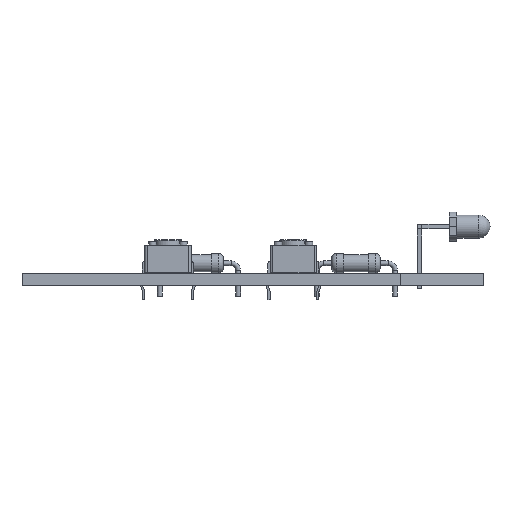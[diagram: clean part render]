
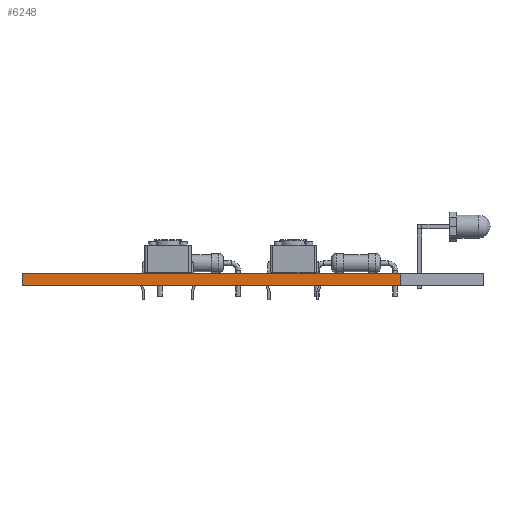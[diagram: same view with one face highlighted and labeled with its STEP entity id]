
A CAD part, left-side view. The second image highlights one B-rep face of the part: STEP entity #6248.
In plain terms, the highlighted planar face has unit normal (-1, 0, 0).
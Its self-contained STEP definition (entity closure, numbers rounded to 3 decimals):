
#4879 = VERTEX_POINT('',#4880);
#4880 = CARTESIAN_POINT('',(132.75,-102.25,0.));
#4886 = EDGE_CURVE('',#4879,#4887,#4889,.T.);
#4887 = VERTEX_POINT('',#4888);
#4888 = CARTESIAN_POINT('',(132.75,-53.25,0.));
#4889 = LINE('',#4890,#4891);
#4890 = CARTESIAN_POINT('',(132.75,-102.25,0.));
#4891 = VECTOR('',#4892,1.);
#4892 = DIRECTION('',(0.,1.,0.));
#5550 = VERTEX_POINT('',#5551);
#5551 = CARTESIAN_POINT('',(132.75,-102.25,1.6));
#5557 = EDGE_CURVE('',#5550,#5558,#5560,.T.);
#5558 = VERTEX_POINT('',#5559);
#5559 = CARTESIAN_POINT('',(132.75,-53.25,1.6));
#5560 = LINE('',#5561,#5562);
#5561 = CARTESIAN_POINT('',(132.75,-102.25,1.6));
#5562 = VECTOR('',#5563,1.);
#5563 = DIRECTION('',(0.,1.,0.));
#6218 = EDGE_CURVE('',#4887,#5558,#6219,.T.);
#6219 = LINE('',#6220,#6221);
#6220 = CARTESIAN_POINT('',(132.75,-53.25,0.));
#6221 = VECTOR('',#6222,1.);
#6222 = DIRECTION('',(0.,0.,1.));
#6237 = EDGE_CURVE('',#4879,#5550,#6238,.T.);
#6238 = LINE('',#6239,#6240);
#6239 = CARTESIAN_POINT('',(132.75,-102.25,0.));
#6240 = VECTOR('',#6241,1.);
#6241 = DIRECTION('',(0.,0.,1.));
#6248 = ADVANCED_FACE('',(#6249),#6255,.T.);
#6249 = FACE_BOUND('',#6250,.T.);
#6250 = EDGE_LOOP('',(#6251,#6252,#6253,#6254));
#6251 = ORIENTED_EDGE('',*,*,#6237,.T.);
#6252 = ORIENTED_EDGE('',*,*,#5557,.T.);
#6253 = ORIENTED_EDGE('',*,*,#6218,.F.);
#6254 = ORIENTED_EDGE('',*,*,#4886,.F.);
#6255 = PLANE('',#6256);
#6256 = AXIS2_PLACEMENT_3D('',#6257,#6258,#6259);
#6257 = CARTESIAN_POINT('',(132.75,-102.25,0.));
#6258 = DIRECTION('',(-1.,0.,0.));
#6259 = DIRECTION('',(0.,1.,0.));
